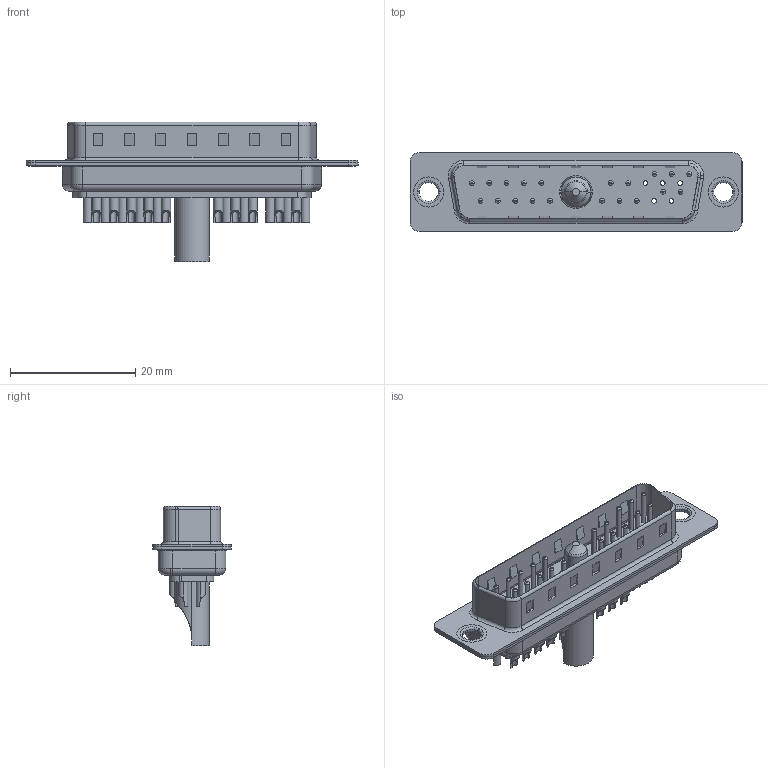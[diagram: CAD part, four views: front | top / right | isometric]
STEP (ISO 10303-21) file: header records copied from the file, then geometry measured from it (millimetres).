
FILE_DESCRIPTION (( 'STEP AP203' ), '1' );
FILE_NAME ('627-21W1622-4T1.STEP', '2019-05-28T01:17:13', ( '' ), ( '' ), 'SwSTEP 2.0', 'SolidWorks 2016', '' );
FILE_SCHEMA (( 'CONFIG_CONTROL_DESIGN' ));
Length unit declared in the file: millimetre
Products named in the file (8): 627Combo Housing_21W1; 627Combo Thru Hole Rivet; 627Combo Contact Row 1_22; 627Combo Contact Row 2_22; 627-21W1622-4T1; 627Combo Shell Front_25 Contacts; 627Combo Shell Rear_25 Contacts; Power Pin_40A SC
Assembly tree (26 placements, depth 2):
  627-21W1622-4T1
    627Combo Housing_21W1
    627Combo Shell Rear_25 Contacts
    627Combo Shell Front_25 Contacts
    627Combo Thru Hole Rivet  x2
    Power Pin_40A SC
    627Combo Contact Row 1_22  x10
    627Combo Contact Row 2_22  x10
Bounding box: 53 x 12.6 x 22.3 mm (x, y, z)
Volume: 2780.1 mm3; surface area: 6981.3 mm2
Topology: 27 solids, 27 shells, 1133 faces, 2651 edges, 1623 vertices
Faces by surface type: cylinder 461, plane 363, torus 260, cone 47, bspline 2
Entity records: 19001 total; most frequent: DIRECTION 3255, CARTESIAN_POINT 3184, ORIENTED_EDGE 2830, EDGE_CURVE 1415, AXIS2_PLACEMENT_3D 1265, VERTEX_POINT 897, EDGE_LOOP 732, VECTOR 725
